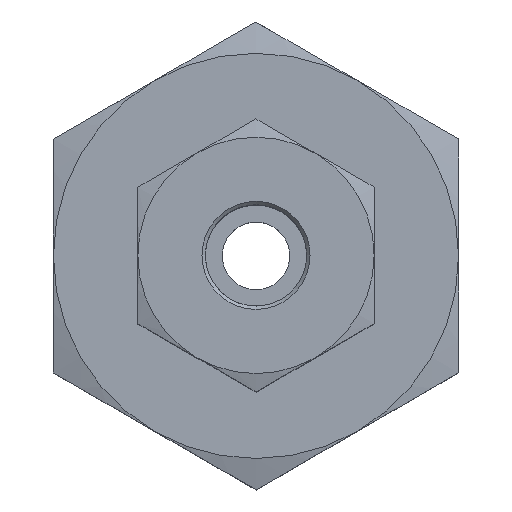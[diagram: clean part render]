
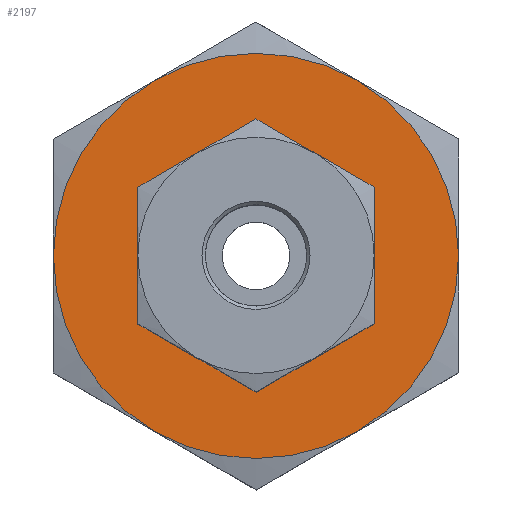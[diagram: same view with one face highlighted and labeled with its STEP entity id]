
A CAD part, top view. The second image highlights one B-rep face of the part: STEP entity #2197.
In plain terms, the highlighted planar face has unit normal (0, 0, 1).
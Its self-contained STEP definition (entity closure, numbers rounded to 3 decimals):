
#1561=CARTESIAN_POINT('',(12.,0.007,20.5));
#1562=VERTEX_POINT('',#1561);
#1576=CARTESIAN_POINT('',(12.,0.,20.5));
#1577=VERTEX_POINT('',#1576);
#1578=CARTESIAN_POINT('',(12.,0.007,20.5));
#1579=DIRECTION('',(0.001,-1.,0.0));
#1580=VECTOR('',#1579,0.007);
#1581=LINE('',#1578,#1580);
#1582=EDGE_CURVE('',#1562,#1577,#1581,.T.);
#1642=CARTESIAN_POINT('',(5.994,10.396,20.5));
#1643=VERTEX_POINT('',#1642);
#1689=CARTESIAN_POINT('',(-6.006,10.389,20.5));
#1690=VERTEX_POINT('',#1689);
#1878=CARTESIAN_POINT('',(-5.994,-10.396,20.5));
#1879=VERTEX_POINT('',#1878);
#1925=CARTESIAN_POINT('',(6.006,-10.389,20.5));
#1926=VERTEX_POINT('',#1925);
#2017=CARTESIAN_POINT('',(-12.,-0.007,20.5));
#2018=VERTEX_POINT('',#2017);
#2076=CARTESIAN_POINT('',(0.,0.,20.5));
#2077=DIRECTION('',(0.0,0.0,1.0));
#2078=DIRECTION('',(-1.0,0.0,0.0));
#2079=AXIS2_PLACEMENT_3D('',#2076,#2077,#2078);
#2080=CIRCLE('',#2079,12.);
#2081=EDGE_CURVE('',#1562,#1643,#2080,.T.);
#2094=CARTESIAN_POINT('',(0.,0.,20.5));
#2095=DIRECTION('',(0.0,0.0,1.0));
#2096=DIRECTION('',(-1.0,0.0,0.0));
#2097=AXIS2_PLACEMENT_3D('',#2094,#2095,#2096);
#2098=CIRCLE('',#2097,12.);
#2099=EDGE_CURVE('',#1926,#1577,#2098,.T.);
#2110=CARTESIAN_POINT('',(0.,0.,20.5));
#2111=DIRECTION('',(0.0,0.0,1.0));
#2112=DIRECTION('',(-1.0,0.0,0.0));
#2113=AXIS2_PLACEMENT_3D('',#2110,#2111,#2112);
#2114=CIRCLE('',#2113,12.);
#2115=EDGE_CURVE('',#1643,#1690,#2114,.T.);
#2128=CARTESIAN_POINT('',(0.,0.,20.5));
#2129=DIRECTION('',(0.0,0.0,1.0));
#2130=DIRECTION('',(-1.0,0.0,0.0));
#2131=AXIS2_PLACEMENT_3D('',#2128,#2129,#2130);
#2132=CIRCLE('',#2131,12.);
#2133=EDGE_CURVE('',#1879,#1926,#2132,.T.);
#2144=CARTESIAN_POINT('',(0.,0.,20.5));
#2145=DIRECTION('',(0.0,0.0,1.0));
#2146=DIRECTION('',(-1.0,0.0,0.0));
#2147=AXIS2_PLACEMENT_3D('',#2144,#2145,#2146);
#2148=CIRCLE('',#2147,12.);
#2149=EDGE_CURVE('',#1690,#2018,#2148,.T.);
#2162=CARTESIAN_POINT('',(0.,0.,20.5));
#2163=DIRECTION('',(0.0,0.0,1.0));
#2164=DIRECTION('',(-1.0,0.0,0.0));
#2165=AXIS2_PLACEMENT_3D('',#2162,#2163,#2164);
#2166=CIRCLE('',#2165,12.);
#2167=EDGE_CURVE('',#2018,#1879,#2166,.T.);
#2172=CARTESIAN_POINT('',(0.,0.,20.5));
#2173=DIRECTION('',(0.0,0.0,1.0));
#2174=DIRECTION('',(1.0,0.0,0.0));
#2175=AXIS2_PLACEMENT_3D('',#2172,#2173,#2174);
#2176=PLANE('',#2175);
#2177=ORIENTED_EDGE('',*,*,#2081,.T.);
#2178=ORIENTED_EDGE('',*,*,#2115,.T.);
#2179=ORIENTED_EDGE('',*,*,#2149,.T.);
#2180=ORIENTED_EDGE('',*,*,#2167,.T.);
#2181=ORIENTED_EDGE('',*,*,#2133,.T.);
#2182=ORIENTED_EDGE('',*,*,#2099,.T.);
#2183=ORIENTED_EDGE('',*,*,#1582,.F.);
#2184=EDGE_LOOP('',(#2177,#2178,#2179,#2180,#2181,#2182,#2183));
#2185=FACE_OUTER_BOUND('',#2184,.T.);
#2186=CARTESIAN_POINT('',(5.85,0.,20.5));
#2187=VERTEX_POINT('',#2186);
#2188=CARTESIAN_POINT('',(0.,0.,20.5));
#2189=DIRECTION('',(0.0,0.0,1.0));
#2190=DIRECTION('',(-1.0,0.0,0.0));
#2191=AXIS2_PLACEMENT_3D('',#2188,#2189,#2190);
#2192=CIRCLE('',#2191,5.85);
#2193=EDGE_CURVE('',#2187,#2187,#2192,.T.);
#2194=ORIENTED_EDGE('',*,*,#2193,.F.);
#2195=EDGE_LOOP('',(#2194));
#2196=FACE_BOUND('',#2195,.T.);
#2197=ADVANCED_FACE('',(#2185,#2196),#2176,.T.);
